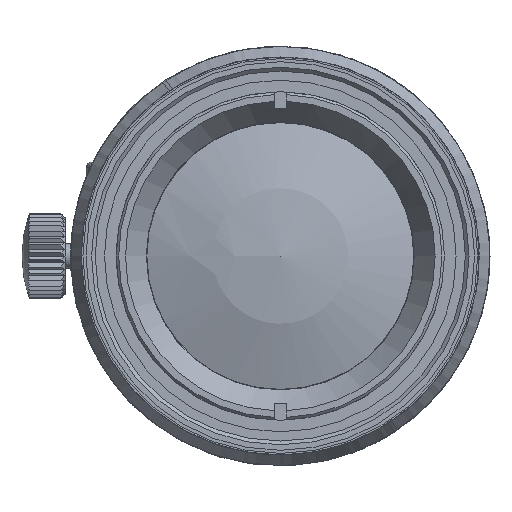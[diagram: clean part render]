
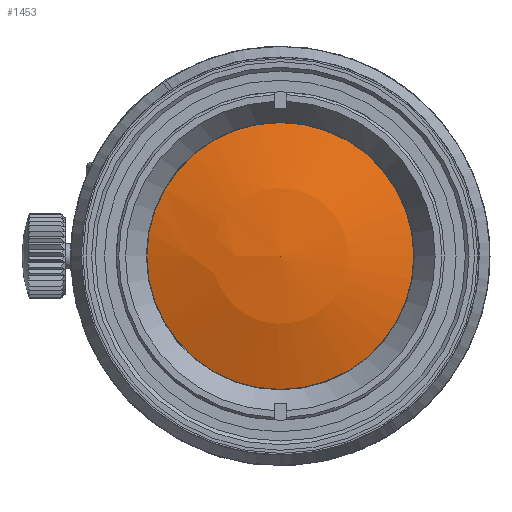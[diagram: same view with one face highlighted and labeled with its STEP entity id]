
A CAD part, left-side view. The second image highlights one B-rep face of the part: STEP entity #1453.
In plain terms, the highlighted spherical face has radius 30.837 mm.
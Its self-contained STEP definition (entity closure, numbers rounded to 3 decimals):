
#118=SPHERICAL_SURFACE('',#13202,30.837);
#158=VERTEX_LOOP('',#9492);
#1453=ADVANCED_FACE('',(#3519,#3520),#118,.T.);
#2112=CIRCLE('',#13189,10.817);
#3519=FACE_BOUND('',#158,.T.);
#3520=FACE_BOUND('',#4341,.T.);
#4341=EDGE_LOOP('',(#7928));
#7928=ORIENTED_EDGE('',*,*,#11319,.F.);
#9487=VERTEX_POINT('',#24366);
#9492=VERTEX_POINT('',#24383);
#11319=EDGE_CURVE('',#9487,#9487,#2112,.T.);
#13189=AXIS2_PLACEMENT_3D('',#24365,#15547,#15548);
#13202=AXIS2_PLACEMENT_3D('',#24384,#15573,#15574);
#15547=DIRECTION('',(1.,0.,0.));
#15548=DIRECTION('',(0.,0.,-1.));
#15573=DIRECTION('',(1.,0.,0.));
#15574=DIRECTION('',(0.,1.,0.));
#24365=CARTESIAN_POINT('',(-47.081,0.,0.));
#24366=CARTESIAN_POINT('',(-47.081,0.,-10.817));
#24383=CARTESIAN_POINT('',(-49.04,0.,0.));
#24384=CARTESIAN_POINT('',(-18.203,0.,0.));
